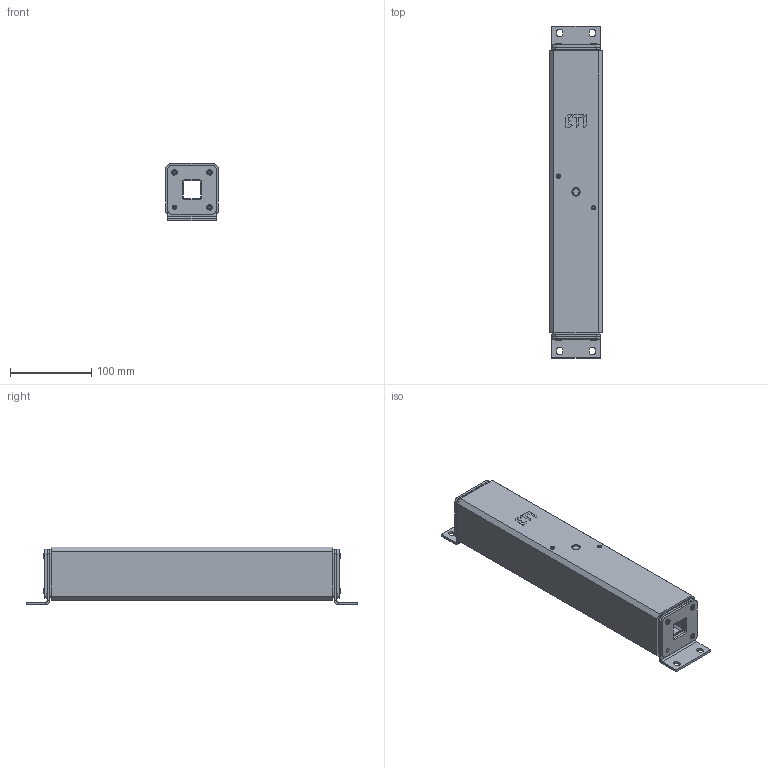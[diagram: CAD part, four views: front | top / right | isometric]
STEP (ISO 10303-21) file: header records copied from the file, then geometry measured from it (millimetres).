
FILE_DESCRIPTION((''),'2;1');
FILE_NAME('004735601_ASM','2022-08-09T13:27:34',('said.beganovic'),('Audax d.o.o.'),'CREO PARAMETRIC BY PTC INC, 2021304','CREO PARAMETRIC BY PTC INC, 2021304','');
FILE_SCHEMA(('AUTOMOTIVE_DESIGN { 1 0 10303 214 1 1 1 1 }'));
Length unit declared in the file: millimetre
Products named in the file (10): 0000038548; 0000038556; 0000038554; 0000050876; 0000038550; 0000038552; 0000037877; 0000011599; 0000043213; 004735601_ASM
Assembly tree (19 placements, depth 2):
  004735601_ASM
    0000038548
    0000038556
    0000038554
    0000050876  x2
    0000038550
    0000038552
    0000037877
    0000011599  x4
    0000043213  x7
Bounding box: 65 x 407.4 x 70.5 mm (x, y, z)
Volume: 1328602.6 mm3; surface area: 176293 mm2
Topology: 19 solids, 29 shells, 979 faces, 2550 edges, 1620 vertices
Faces by surface type: cylinder 487, plane 238, bspline 119, torus 61, cone 60, sphere 14
Entity records: 27985 total; most frequent: CARTESIAN_POINT 6530, DIRECTION 2608, ORIENTED_EDGE 2448, PRESENTATION_STYLE_ASSIGNMENT 1610, STYLED_ITEM 1559, CURVE_STYLE 1244, EDGE_CURVE 1244, AXIS2_PLACEMENT_3D 980
